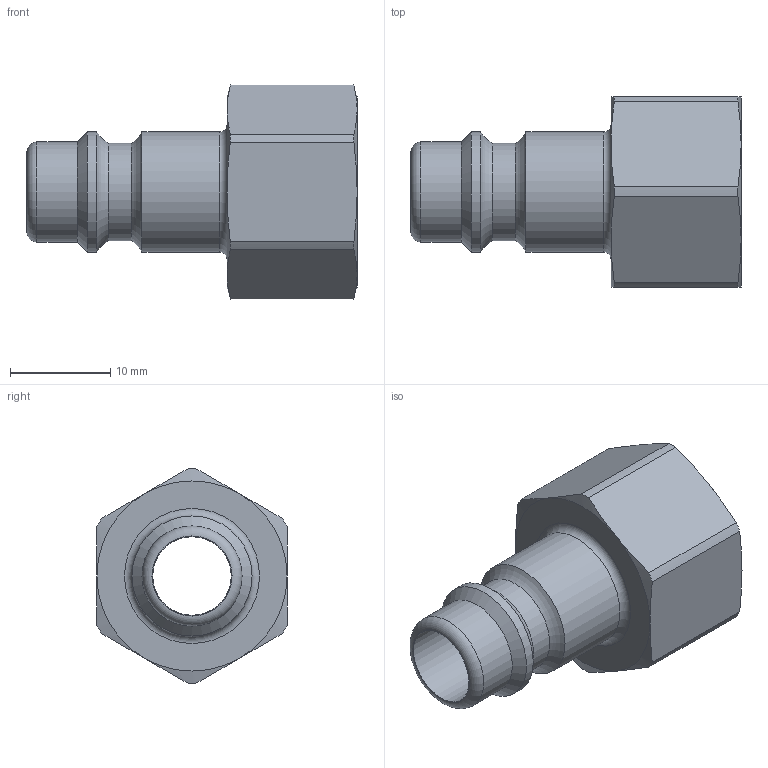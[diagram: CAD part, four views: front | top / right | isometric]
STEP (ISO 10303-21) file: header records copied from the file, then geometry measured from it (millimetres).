
FILE_DESCRIPTION((''),'2;1');
FILE_NAME('26sfiw17mxx.stp','2016-08-08T11:28:16',('IA176480'),(''),'Autodesk Inventor 2013','Autodesk Inventor 2013','');
FILE_SCHEMA(('AUTOMOTIVE_DESIGN { 1 0 10303 214 1 1 1 1 }'));
Length unit declared in the file: millimetre
Products named in the file (1): D115229
Bounding box: 33 x 19 x 21.4 mm (x, y, z)
Volume: 3089.1 mm3; surface area: 3052.4 mm2
Topology: 1 solids, 1 shells, 40 faces, 87 edges, 51 vertices
Faces by surface type: cone 14, cylinder 12, plane 10, torus 4
Full cylindrical faces by diameter (mm): 7.85 x1, 9.75 x1, 10 x1, 12 x2, 14.95 x1
Entity records: 1028 total; most frequent: CARTESIAN_POINT 215, DIRECTION 172, ORIENTED_EDGE 150, AXIS2_PLACEMENT_3D 80, EDGE_CURVE 75, EDGE_LOOP 56, VERTEX_POINT 51, FACE_OUTER_BOUND 40
